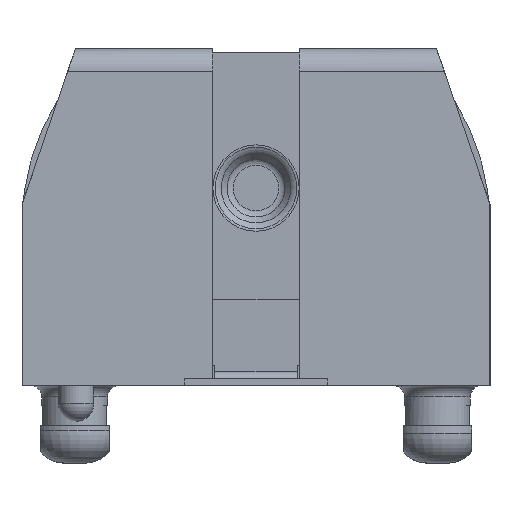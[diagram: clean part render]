
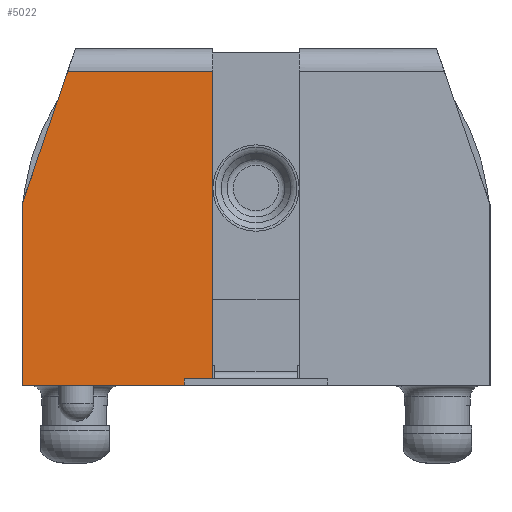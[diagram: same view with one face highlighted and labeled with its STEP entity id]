
A CAD part, left-side view. The second image highlights one B-rep face of the part: STEP entity #5022.
In plain terms, the highlighted planar face has unit normal (-1, 0, 0.018).
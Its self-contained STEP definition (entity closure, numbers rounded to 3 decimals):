
#500=ORIENTED_EDGE('',*,*,#1550,.F.);
#501=ORIENTED_EDGE('',*,*,#1535,.T.);
#502=ORIENTED_EDGE('',*,*,#1551,.F.);
#503=ORIENTED_EDGE('',*,*,#1552,.F.);
#504=ORIENTED_EDGE('',*,*,#1553,.F.);
#1535=EDGE_CURVE('',#2065,#2063,#2441,.T.);
#1550=EDGE_CURVE('',#2065,#2079,#2449,.T.);
#1551=EDGE_CURVE('',#2080,#2063,#2450,.T.);
#1552=EDGE_CURVE('',#2081,#2080,#2451,.T.);
#1553=EDGE_CURVE('',#2079,#2081,#2452,.T.);
#2063=VERTEX_POINT('',#7015);
#2065=VERTEX_POINT('',#7018);
#2079=VERTEX_POINT('',#7060);
#2080=VERTEX_POINT('',#7062);
#2081=VERTEX_POINT('',#7064);
#2441=LINE('',#7017,#2872);
#2449=LINE('',#7059,#2880);
#2450=LINE('',#7061,#2881);
#2451=LINE('',#7063,#2882);
#2452=LINE('',#7065,#2883);
#2872=VECTOR('',#5835,1000.);
#2880=VECTOR('',#5859,1000.);
#2881=VECTOR('',#5860,1000.);
#2882=VECTOR('',#5861,1000.);
#2883=VECTOR('',#5862,1000.);
#3248=EDGE_LOOP('',(#500,#501,#502,#503,#504));
#3523=FACE_BOUND('',#3248,.T.);
#3775=PLANE('',#5304);
#5022=ADVANCED_FACE('',(#3523),#3775,.T.);
#5304=AXIS2_PLACEMENT_3D('',#7058,#5857,#5858);
#5835=DIRECTION('',(0.,1.,0.));
#5857=DIRECTION('',(-1.,0.,0.017));
#5858=DIRECTION('',(-0.017,0.,-1.));
#5859=DIRECTION('',(-0.017,0.,-1.));
#5860=DIRECTION('',(0.017,-0.326,0.945));
#5861=DIRECTION('',(0.017,0.,1.));
#5862=DIRECTION('',(0.,1.,0.));
#7015=CARTESIAN_POINT('',(-38.285,8.307,13.861));
#7017=CARTESIAN_POINT('',(-38.285,7.964,13.861));
#7018=CARTESIAN_POINT('',(-38.285,1.905,13.861));
#7058=CARTESIAN_POINT('',(-38.557,10.325,-1.727));
#7059=CARTESIAN_POINT('',(-38.557,1.905,-1.727));
#7060=CARTESIAN_POINT('',(-38.527,1.905,0.001));
#7061=CARTESIAN_POINT('',(-38.539,13.32,-0.696));
#7062=CARTESIAN_POINT('',(-38.387,10.325,8.002));
#7063=CARTESIAN_POINT('',(-38.557,10.325,-1.727));
#7064=CARTESIAN_POINT('',(-38.527,10.325,0.001));
#7065=CARTESIAN_POINT('',(-38.527,10.325,0.001));
